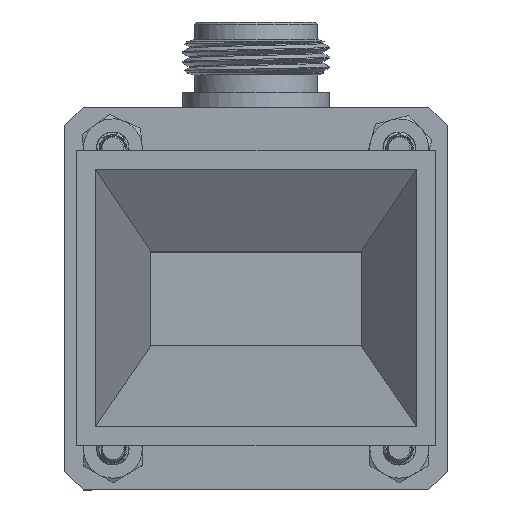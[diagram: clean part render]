
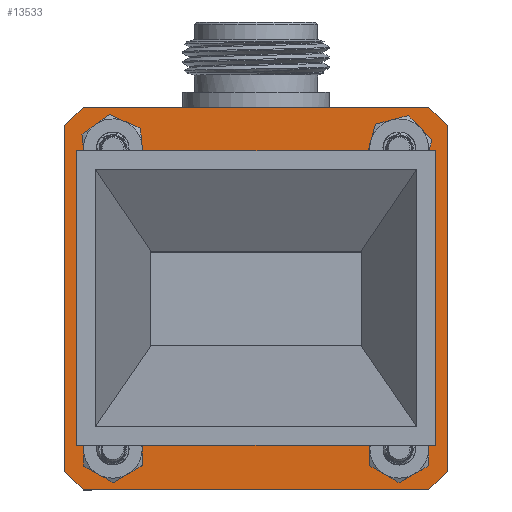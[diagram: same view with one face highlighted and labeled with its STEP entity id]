
A CAD part, top view. The second image highlights one B-rep face of the part: STEP entity #13533.
In plain terms, the highlighted planar face has unit normal (0, 0, 1).
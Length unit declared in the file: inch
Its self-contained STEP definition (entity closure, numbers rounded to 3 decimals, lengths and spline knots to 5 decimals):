
#90 = CARTESIAN_POINT ( 'NONE',  ( 0.29843, 0.81496, 1.5748 ) ) ;
#207 = VERTEX_POINT ( 'NONE', #14588 ) ;
#358 = ORIENTED_EDGE ( 'NONE', *, *, #10449, .T. ) ;
#516 = LINE ( 'NONE', #5999, #16564 ) ;
#537 = ORIENTED_EDGE ( 'NONE', *, *, #6092, .T. ) ;
#852 = ORIENTED_EDGE ( 'NONE', *, *, #5702, .T. ) ;
#1047 = EDGE_LOOP ( 'NONE', ( #9362 ) ) ;
#1079 = DIRECTION ( 'NONE',  ( -1., 0., 0. ) ) ;
#1092 = CARTESIAN_POINT ( 'NONE',  ( 0.55551, -0.60984, 1.5748 ) ) ;
#1344 = CARTESIAN_POINT ( 'NONE',  ( -0.7248, 0.60984, 1.5748 ) ) ;
#1520 = AXIS2_PLACEMENT_3D ( 'NONE', #6174, #11411, #16539 ) ;
#1539 = VECTOR ( 'NONE', #8470, 39.37008 ) ;
#1602 = AXIS2_PLACEMENT_3D ( 'NONE', #7737, #9978, #12971 ) ;
#1707 = CARTESIAN_POINT ( 'NONE',  ( 0.64016, -0.60984, 1.5748 ) ) ;
#2014 = DIRECTION ( 'NONE',  ( 0., 0., -1. ) ) ;
#2018 = VECTOR ( 'NONE', #4978, 39.37008 ) ;
#2121 = VERTEX_POINT ( 'NONE', #13229 ) ;
#2240 = DIRECTION ( 'NONE',  ( 1., 0., 0. ) ) ;
#2299 = CARTESIAN_POINT ( 'NONE',  ( 0.81496, -0.81496, 1.5748 ) ) ;
#2311 = CARTESIAN_POINT ( 'NONE',  ( -0.29843, 0.60748, 1.5748 ) ) ;
#2368 = VECTOR ( 'NONE', #2445, 39.37008 ) ;
#2445 = DIRECTION ( 'NONE',  ( -0.707, -0.707, 0. ) ) ;
#2448 = DIRECTION ( 'NONE',  ( 0., 1., 0. ) ) ;
#2461 = EDGE_CURVE ( 'NONE', #16390, #10546, #13210, .T. ) ;
#2466 = CARTESIAN_POINT ( 'NONE',  ( 0.55551, 0.60984, 1.5748 ) ) ;
#2484 = AXIS2_PLACEMENT_3D ( 'NONE', #16939, #14127, #1079 ) ;
#2819 = DIRECTION ( 'NONE',  ( 1., 0., 0. ) ) ;
#3559 = FACE_OUTER_BOUND ( 'NONE', #12960, .T. ) ;
#3768 = VECTOR ( 'NONE', #11486, 39.37008 ) ;
#3838 = EDGE_CURVE ( 'NONE', #207, #8081, #15487, .T. ) ;
#4209 = CARTESIAN_POINT ( 'NONE',  ( 0.73622, -0.81496, 1.5748 ) ) ;
#4254 = VERTEX_POINT ( 'NONE', #8116 ) ;
#4593 = LINE ( 'NONE', #16114, #1539 ) ;
#4612 = EDGE_CURVE ( 'NONE', #13907, #15232, #516, .T. ) ;
#4783 = EDGE_LOOP ( 'NONE', ( #358 ) ) ;
#4800 = VECTOR ( 'NONE', #2448, 39.37008 ) ;
#4872 = CARTESIAN_POINT ( 'NONE',  ( 0.35748, -0.81496, 1.5748 ) ) ;
#4978 = DIRECTION ( 'NONE',  ( -0.707, 0.707, 0. ) ) ;
#5081 = VECTOR ( 'NONE', #15464, 39.37008 ) ;
#5106 = PLANE ( 'NONE',  #2484 ) ;
#5625 = EDGE_CURVE ( 'NONE', #7603, #7603, #6183, .T. ) ;
#5636 = AXIS2_PLACEMENT_3D ( 'NONE', #1707, #6927, #16440 ) ;
#5702 = EDGE_CURVE ( 'NONE', #6580, #6233, #16630, .T. ) ;
#5792 = LINE ( 'NONE', #5869, #12485 ) ;
#5869 = CARTESIAN_POINT ( 'NONE',  ( -0.81496, 0.54843, 1.5748 ) ) ;
#5922 = CIRCLE ( 'NONE', #5636, 0.08465 ) ;
#5999 = CARTESIAN_POINT ( 'NONE',  ( 0.81496, -0.73622, 1.5748 ) ) ;
#6034 = CARTESIAN_POINT ( 'NONE',  ( -0.29843, -0.81496, 1.5748 ) ) ;
#6092 = EDGE_CURVE ( 'NONE', #6233, #4254, #4593, .T. ) ;
#6174 = CARTESIAN_POINT ( 'NONE',  ( -0.64016, 0.60984, 1.5748 ) ) ;
#6175 = EDGE_CURVE ( 'NONE', #12854, #12854, #5922, .T. ) ;
#6183 = CIRCLE ( 'NONE', #1520, 0.08465 ) ;
#6233 = VERTEX_POINT ( 'NONE', #8821 ) ;
#6318 = CARTESIAN_POINT ( 'NONE',  ( -0.35748, -0.81496, 1.5748 ) ) ;
#6580 = VERTEX_POINT ( 'NONE', #8167 ) ;
#6694 = LINE ( 'NONE', #90, #15747 ) ;
#6927 = DIRECTION ( 'NONE',  ( 0., 0., -1. ) ) ;
#7081 = EDGE_CURVE ( 'NONE', #16484, #6580, #13807, .T. ) ;
#7092 = EDGE_LOOP ( 'NONE', ( #16871 ) ) ;
#7249 = DIRECTION ( 'NONE',  ( -1., 0., 0. ) ) ;
#7386 = CARTESIAN_POINT ( 'NONE',  ( 0.81496, 0.73622, 1.5748 ) ) ;
#7391 = EDGE_CURVE ( 'NONE', #16390, #8081, #5792, .T. ) ;
#7449 = EDGE_CURVE ( 'NONE', #4254, #16484, #14285, .T. ) ;
#7471 = CARTESIAN_POINT ( 'NONE',  ( 0.81496, 0.73622, 1.5748 ) ) ;
#7572 = ORIENTED_EDGE ( 'NONE', *, *, #16156, .F. ) ;
#7603 = VERTEX_POINT ( 'NONE', #1344 ) ;
#7737 = CARTESIAN_POINT ( 'NONE',  ( 0.64016, 0.60984, 1.5748 ) ) ;
#7813 = VECTOR ( 'NONE', #2240, 39.37008 ) ;
#7834 = CARTESIAN_POINT ( 'NONE',  ( -0.73622, 0.81496, 1.5748 ) ) ;
#7856 = VERTEX_POINT ( 'NONE', #2466 ) ;
#7937 = CARTESIAN_POINT ( 'NONE',  ( 0.81496, -0.73622, 1.5748 ) ) ;
#8081 = VERTEX_POINT ( 'NONE', #13643 ) ;
#8116 = CARTESIAN_POINT ( 'NONE',  ( -0.35748, -0.60748, 1.5748 ) ) ;
#8167 = CARTESIAN_POINT ( 'NONE',  ( 0.35748, 0.60748, 1.5748 ) ) ;
#8470 = DIRECTION ( 'NONE',  ( -1., 0., 0. ) ) ;
#8639 = ORIENTED_EDGE ( 'NONE', *, *, #7391, .F. ) ;
#8821 = CARTESIAN_POINT ( 'NONE',  ( 0.35748, -0.60748, 1.5748 ) ) ;
#8828 = LINE ( 'NONE', #2299, #3768 ) ;
#9063 = FACE_BOUND ( 'NONE', #4783, .T. ) ;
#9171 = EDGE_CURVE ( 'NONE', #7856, #7856, #16682, .T. ) ;
#9362 = ORIENTED_EDGE ( 'NONE', *, *, #9171, .T. ) ;
#9565 = DIRECTION ( 'NONE',  ( 0., 1., 0. ) ) ;
#9567 = CARTESIAN_POINT ( 'NONE',  ( -0.7248, -0.60984, 1.5748 ) ) ;
#9978 = DIRECTION ( 'NONE',  ( 0., 0., -1. ) ) ;
#10007 = DIRECTION ( 'NONE',  ( 0.707, 0.707, 0. ) ) ;
#10069 = FACE_BOUND ( 'NONE', #1047, .T. ) ;
#10202 = LINE ( 'NONE', #6034, #5081 ) ;
#10316 = ORIENTED_EDGE ( 'NONE', *, *, #3838, .T. ) ;
#10449 = EDGE_CURVE ( 'NONE', #13258, #13258, #12066, .T. ) ;
#10546 = VERTEX_POINT ( 'NONE', #12139 ) ;
#10620 = CARTESIAN_POINT ( 'NONE',  ( -0.81496, -0.73622, 1.5748 ) ) ;
#11211 = EDGE_CURVE ( 'NONE', #15024, #15232, #8828, .T. ) ;
#11411 = DIRECTION ( 'NONE',  ( 0., 0., -1. ) ) ;
#11486 = DIRECTION ( 'NONE',  ( 0., -1., 0. ) ) ;
#12066 = CIRCLE ( 'NONE', #13680, 0.08465 ) ;
#12139 = CARTESIAN_POINT ( 'NONE',  ( -0.73622, -0.81496, 1.5748 ) ) ;
#12141 = ORIENTED_EDGE ( 'NONE', *, *, #2461, .T. ) ;
#12152 = ORIENTED_EDGE ( 'NONE', *, *, #4612, .T. ) ;
#12200 = ORIENTED_EDGE ( 'NONE', *, *, #7449, .T. ) ;
#12233 = EDGE_LOOP ( 'NONE', ( #16852 ) ) ;
#12485 = VECTOR ( 'NONE', #9565, 39.37008 ) ;
#12697 = CARTESIAN_POINT ( 'NONE',  ( -0.81496, -0.73622, 1.5748 ) ) ;
#12790 = CARTESIAN_POINT ( 'NONE',  ( -0.35748, 0.60748, 1.5748 ) ) ;
#12841 = FACE_BOUND ( 'NONE', #7092, .T. ) ;
#12854 = VERTEX_POINT ( 'NONE', #1092 ) ;
#12960 = EDGE_LOOP ( 'NONE', ( #13685, #10316, #8639, #12141, #7572, #12152, #16302, #14628 ) ) ;
#12971 = DIRECTION ( 'NONE',  ( -1., 0., 0. ) ) ;
#13210 = LINE ( 'NONE', #10620, #16654 ) ;
#13229 = CARTESIAN_POINT ( 'NONE',  ( 0.73622, 0.81496, 1.5748 ) ) ;
#13258 = VERTEX_POINT ( 'NONE', #9567 ) ;
#13533 = ADVANCED_FACE ( 'NONE', ( #16691, #10069, #9063, #12841, #14046, #3559 ), #5106, .F. ) ;
#13615 = EDGE_LOOP ( 'NONE', ( #852, #537, #12200, #14462 ) ) ;
#13643 = CARTESIAN_POINT ( 'NONE',  ( -0.81496, 0.73622, 1.5748 ) ) ;
#13680 = AXIS2_PLACEMENT_3D ( 'NONE', #13773, #2014, #7249 ) ;
#13685 = ORIENTED_EDGE ( 'NONE', *, *, #14444, .F. ) ;
#13773 = CARTESIAN_POINT ( 'NONE',  ( -0.64016, -0.60984, 1.5748 ) ) ;
#13807 = LINE ( 'NONE', #2311, #7813 ) ;
#13907 = VERTEX_POINT ( 'NONE', #4209 ) ;
#14046 = FACE_BOUND ( 'NONE', #12233, .T. ) ;
#14127 = DIRECTION ( 'NONE',  ( 0., 0., -1. ) ) ;
#14285 = LINE ( 'NONE', #6318, #4800 ) ;
#14324 = EDGE_CURVE ( 'NONE', #15024, #2121, #16735, .T. ) ;
#14444 = EDGE_CURVE ( 'NONE', #207, #2121, #6694, .T. ) ;
#14462 = ORIENTED_EDGE ( 'NONE', *, *, #7081, .T. ) ;
#14588 = CARTESIAN_POINT ( 'NONE',  ( -0.73622, 0.81496, 1.5748 ) ) ;
#14628 = ORIENTED_EDGE ( 'NONE', *, *, #14324, .T. ) ;
#15024 = VERTEX_POINT ( 'NONE', #7471 ) ;
#15232 = VERTEX_POINT ( 'NONE', #7937 ) ;
#15362 = DIRECTION ( 'NONE',  ( 0., -1., 0. ) ) ;
#15464 = DIRECTION ( 'NONE',  ( -1., 0., 0. ) ) ;
#15487 = LINE ( 'NONE', #7834, #2368 ) ;
#15747 = VECTOR ( 'NONE', #2819, 39.37008 ) ;
#15769 = VECTOR ( 'NONE', #15362, 39.37008 ) ;
#16039 = DIRECTION ( 'NONE',  ( 0.707, -0.707, 0. ) ) ;
#16114 = CARTESIAN_POINT ( 'NONE',  ( -0.29843, -0.60748, 1.5748 ) ) ;
#16156 = EDGE_CURVE ( 'NONE', #13907, #10546, #10202, .T. ) ;
#16302 = ORIENTED_EDGE ( 'NONE', *, *, #11211, .F. ) ;
#16390 = VERTEX_POINT ( 'NONE', #12697 ) ;
#16440 = DIRECTION ( 'NONE',  ( -1., 0., 0. ) ) ;
#16484 = VERTEX_POINT ( 'NONE', #12790 ) ;
#16539 = DIRECTION ( 'NONE',  ( -1., 0., 0. ) ) ;
#16564 = VECTOR ( 'NONE', #10007, 39.37008 ) ;
#16630 = LINE ( 'NONE', #4872, #15769 ) ;
#16654 = VECTOR ( 'NONE', #16039, 39.37008 ) ;
#16682 = CIRCLE ( 'NONE', #1602, 0.08465 ) ;
#16691 = FACE_BOUND ( 'NONE', #13615, .T. ) ;
#16735 = LINE ( 'NONE', #7386, #2018 ) ;
#16852 = ORIENTED_EDGE ( 'NONE', *, *, #6175, .T. ) ;
#16871 = ORIENTED_EDGE ( 'NONE', *, *, #5625, .T. ) ;
#16939 = CARTESIAN_POINT ( 'NONE',  ( -0.29843, -0.81496, 1.5748 ) ) ;
